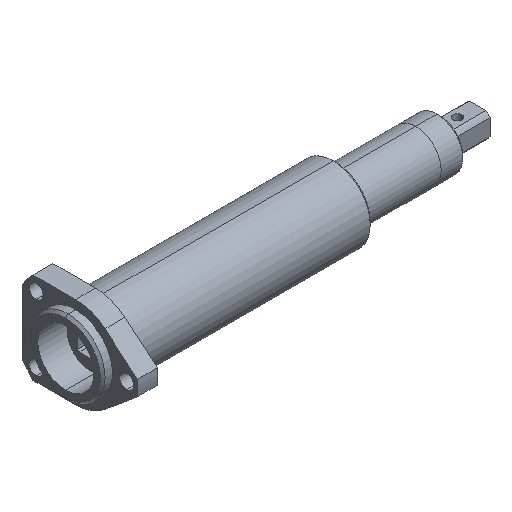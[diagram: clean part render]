
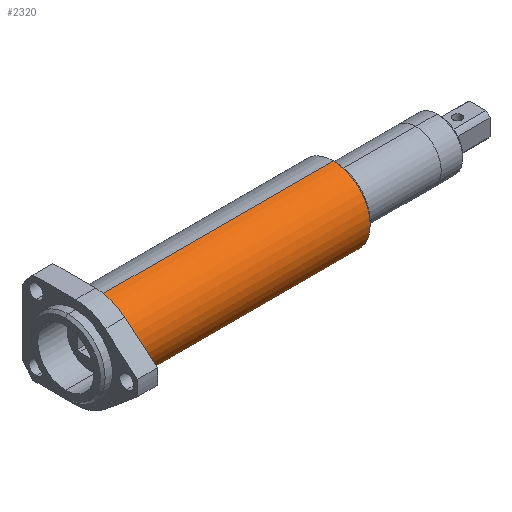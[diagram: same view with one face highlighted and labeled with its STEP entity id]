
A CAD part, isometric view. The second image highlights one B-rep face of the part: STEP entity #2320.
In plain terms, the highlighted cylindrical face has radius 23.495 mm (diameter 46.99 mm), a partial arc.
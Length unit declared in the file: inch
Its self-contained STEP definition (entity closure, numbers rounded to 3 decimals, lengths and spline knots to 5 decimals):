
#112 = CARTESIAN_POINT ( 'NONE',  ( 0.2, 0., 0. ) ) ;
#381 = CARTESIAN_POINT ( 'NONE',  ( 0.2, 0., 0.925 ) ) ;
#654 = VERTEX_POINT ( 'NONE', #381 ) ;
#705 = CARTESIAN_POINT ( 'NONE',  ( 0., 0., 0.925 ) ) ;
#717 = VERTEX_POINT ( 'NONE', #1172 ) ;
#898 = AXIS2_PLACEMENT_3D ( 'NONE', #1555, #3987, #3619 ) ;
#902 = AXIS2_PLACEMENT_3D ( 'NONE', #112, #3422, #3845 ) ;
#1172 = CARTESIAN_POINT ( 'NONE',  ( 0.2, 0., -0.925 ) ) ;
#1305 = DIRECTION ( 'NONE',  ( 1., 0., 0. ) ) ;
#1344 = ORIENTED_EDGE ( 'NONE', *, *, #3042, .F. ) ;
#1401 = ORIENTED_EDGE ( 'NONE', *, *, #1735, .T. ) ;
#1502 = CYLINDRICAL_SURFACE ( 'NONE', #898, 0.925 ) ;
#1555 = CARTESIAN_POINT ( 'NONE',  ( 0., 0., 0. ) ) ;
#1598 = VECTOR ( 'NONE', #4738, 39.37008 ) ;
#1735 = EDGE_CURVE ( 'NONE', #654, #717, #4846, .T. ) ;
#1863 = DIRECTION ( 'NONE',  ( 0., 0., -1. ) ) ;
#1953 = AXIS2_PLACEMENT_3D ( 'NONE', #3258, #4290, #1863 ) ;
#2204 = CIRCLE ( 'NONE', #1953, 0.925 ) ;
#2320 = ADVANCED_FACE ( 'NONE', ( #2819 ), #1502, .T. ) ;
#2584 = ORIENTED_EDGE ( 'NONE', *, *, #3698, .F. ) ;
#2815 = LINE ( 'NONE', #705, #1598 ) ;
#2819 = FACE_OUTER_BOUND ( 'NONE', #4662, .T. ) ;
#2942 = EDGE_CURVE ( 'NONE', #717, #4227, #4677, .T. ) ;
#3042 = EDGE_CURVE ( 'NONE', #4395, #4227, #2204, .T. ) ;
#3156 = VECTOR ( 'NONE', #1305, 39.37008 ) ;
#3258 = CARTESIAN_POINT ( 'NONE',  ( 6.085, 0., 0. ) ) ;
#3422 = DIRECTION ( 'NONE',  ( 1., 0., 0. ) ) ;
#3619 = DIRECTION ( 'NONE',  ( 0., 0., -1. ) ) ;
#3698 = EDGE_CURVE ( 'NONE', #654, #4395, #2815, .T. ) ;
#3845 = DIRECTION ( 'NONE',  ( 0., 0., -1. ) ) ;
#3987 = DIRECTION ( 'NONE',  ( 1., 0., 0. ) ) ;
#4227 = VERTEX_POINT ( 'NONE', #4907 ) ;
#4290 = DIRECTION ( 'NONE',  ( 1., 0., 0. ) ) ;
#4395 = VERTEX_POINT ( 'NONE', #4725 ) ;
#4662 = EDGE_LOOP ( 'NONE', ( #2584, #1401, #4766, #1344 ) ) ;
#4677 = LINE ( 'NONE', #4976, #3156 ) ;
#4725 = CARTESIAN_POINT ( 'NONE',  ( 6.085, 0., 0.925 ) ) ;
#4738 = DIRECTION ( 'NONE',  ( 1., 0., 0. ) ) ;
#4766 = ORIENTED_EDGE ( 'NONE', *, *, #2942, .T. ) ;
#4846 = CIRCLE ( 'NONE', #902, 0.925 ) ;
#4907 = CARTESIAN_POINT ( 'NONE',  ( 6.085, 0., -0.925 ) ) ;
#4976 = CARTESIAN_POINT ( 'NONE',  ( 0., 0., -0.925 ) ) ;
